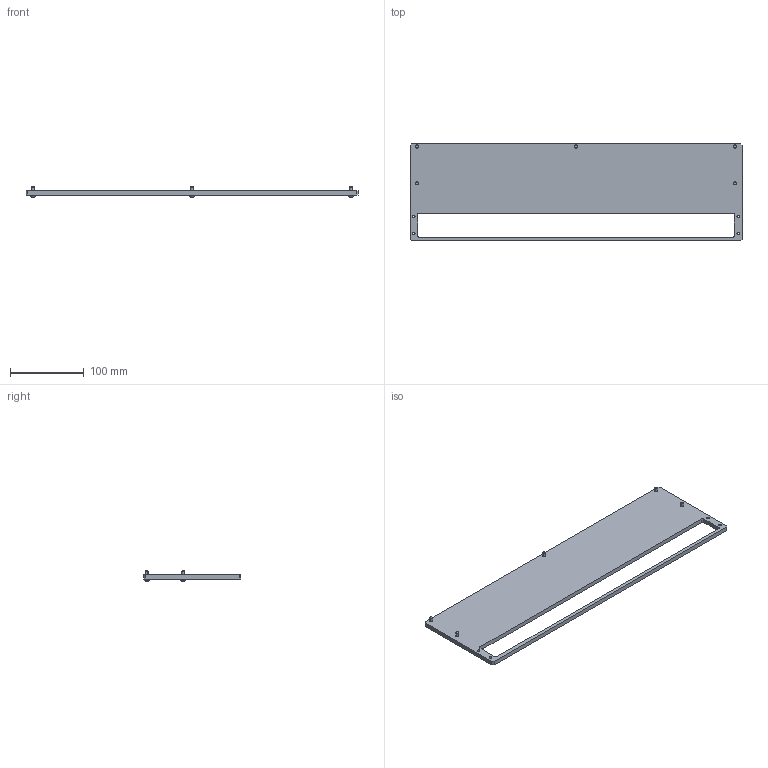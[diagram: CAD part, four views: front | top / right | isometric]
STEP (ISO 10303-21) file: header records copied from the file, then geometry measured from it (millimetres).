
FILE_DESCRIPTION (( 'STEP AP214' ), '1' );
FILE_NAME ('INGUN_113981.STEP', '2022-10-18T12:13:01', ( '' ), ( '' ), 'SwSTEP 2.0', 'SolidWorks 2021', '' );
FILE_SCHEMA (( 'AUTOMOTIVE_DESIGN' ));
Length unit declared in the file: millimetre
Products named in the file (4): ISO7380~n_M04,0x012; DIN125~n_04,3 M04,0; 113982~0; INGUN_113981
Assembly tree (11 placements, depth 2):
  INGUN_113981
    113982~0
    ISO7380~n_M04,0x012  x5
    DIN125~n_04,3 M04,0  x5
Bounding box: 451 x 132.5 x 14.2 mm (x, y, z)
Volume: 273879.9 mm3; surface area: 106123.3 mm2
Topology: 11 solids, 11 shells, 211 faces, 517 edges, 338 vertices
Faces by surface type: cylinder 147, plane 44, cone 10, torus 10
Entity records: 2577 total; most frequent: DIRECTION 455, CARTESIAN_POINT 392, ORIENTED_EDGE 370, AXIS2_PLACEMENT_3D 185, EDGE_CURVE 185, VERTEX_POINT 122, CIRCLE 100, EDGE_LOOP 95
